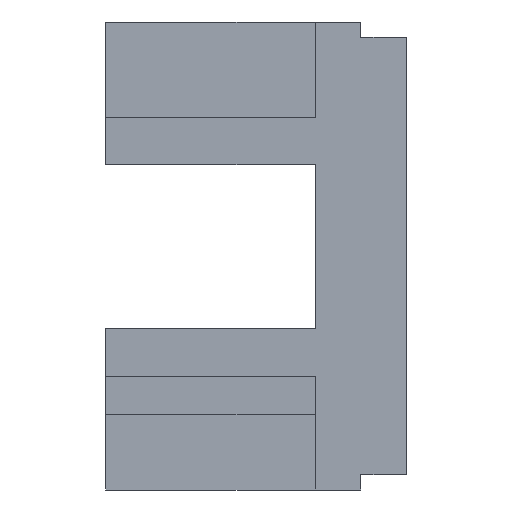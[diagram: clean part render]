
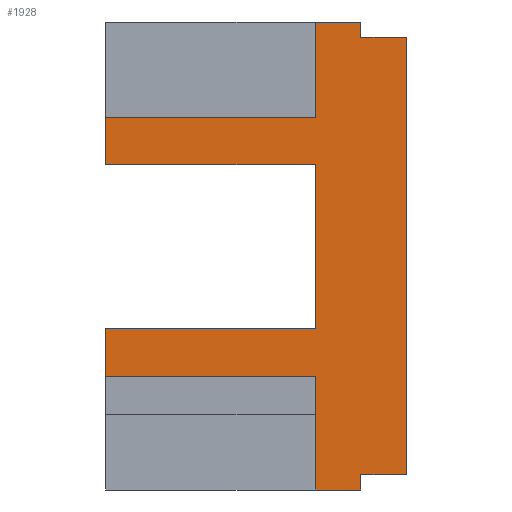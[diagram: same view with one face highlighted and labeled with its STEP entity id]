
A CAD part, left-side view. The second image highlights one B-rep face of the part: STEP entity #1928.
In plain terms, the highlighted planar face has unit normal (-1, 0, 0).
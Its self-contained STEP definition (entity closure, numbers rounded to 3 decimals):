
#1928=ADVANCED_FACE('',(#3348),#2644,.T.);
#2644=PLANE('',#19476);
#3348=FACE_OUTER_BOUND('',#4549,.T.);
#4549=EDGE_LOOP('',(#9603,#9604,#9605,#9606,#9607,#9608,#9609,#9610,#9611,
#9612,#9613,#9614,#9615,#9616,#9617,#9618));
#9603=ORIENTED_EDGE('',*,*,#14630,.T.);
#9604=ORIENTED_EDGE('',*,*,#14614,.T.);
#9605=ORIENTED_EDGE('',*,*,#14631,.F.);
#9606=ORIENTED_EDGE('',*,*,#14632,.T.);
#9607=ORIENTED_EDGE('',*,*,#14606,.T.);
#9608=ORIENTED_EDGE('',*,*,#14633,.T.);
#9609=ORIENTED_EDGE('',*,*,#14634,.F.);
#9610=ORIENTED_EDGE('',*,*,#14409,.T.);
#9611=ORIENTED_EDGE('',*,*,#14366,.T.);
#9612=ORIENTED_EDGE('',*,*,#14400,.T.);
#9613=ORIENTED_EDGE('',*,*,#14376,.T.);
#9614=ORIENTED_EDGE('',*,*,#14373,.T.);
#9615=ORIENTED_EDGE('',*,*,#14635,.T.);
#9616=ORIENTED_EDGE('',*,*,#14636,.T.);
#9617=ORIENTED_EDGE('',*,*,#14610,.T.);
#9618=ORIENTED_EDGE('',*,*,#14628,.T.);
#12006=VERTEX_POINT('',#29087);
#12008=VERTEX_POINT('',#29090);
#12014=VERTEX_POINT('',#29103);
#12015=VERTEX_POINT('',#29105);
#12017=VERTEX_POINT('',#29111);
#12039=VERTEX_POINT('',#29187);
#12180=VERTEX_POINT('',#29591);
#12181=VERTEX_POINT('',#29593);
#12184=VERTEX_POINT('',#29600);
#12185=VERTEX_POINT('',#29602);
#12188=VERTEX_POINT('',#29611);
#12189=VERTEX_POINT('',#29612);
#12199=VERTEX_POINT('',#29638);
#12200=VERTEX_POINT('',#29645);
#12201=VERTEX_POINT('',#29648);
#12202=VERTEX_POINT('',#29651);
#14366=EDGE_CURVE('',#12008,#12006,#15932,.T.);
#14373=EDGE_CURVE('',#12015,#12014,#15939,.T.);
#14376=EDGE_CURVE('',#12017,#12015,#15942,.T.);
#14400=EDGE_CURVE('',#12006,#12017,#15962,.T.);
#14409=EDGE_CURVE('',#12039,#12008,#15971,.T.);
#14606=EDGE_CURVE('',#12181,#12180,#16106,.T.);
#14610=EDGE_CURVE('',#12185,#12184,#16110,.T.);
#14614=EDGE_CURVE('',#12188,#12189,#16112,.T.);
#14628=EDGE_CURVE('',#12184,#12199,#16126,.T.);
#14630=EDGE_CURVE('',#12199,#12188,#16128,.T.);
#14631=EDGE_CURVE('',#12200,#12189,#16129,.T.);
#14632=EDGE_CURVE('',#12200,#12181,#16130,.T.);
#14633=EDGE_CURVE('',#12180,#12201,#16131,.T.);
#14634=EDGE_CURVE('',#12039,#12201,#16132,.T.);
#14635=EDGE_CURVE('',#12014,#12202,#16133,.T.);
#14636=EDGE_CURVE('',#12202,#12185,#16134,.T.);
#15932=LINE('',#29089,#17400);
#15939=LINE('',#29104,#17407);
#15942=LINE('',#29110,#17410);
#15962=LINE('',#29169,#17430);
#15971=LINE('',#29186,#17439);
#16106=LINE('',#29592,#17574);
#16110=LINE('',#29601,#17578);
#16112=LINE('',#29610,#17580);
#16126=LINE('',#29639,#17594);
#16128=LINE('',#29642,#17596);
#16129=LINE('',#29644,#17597);
#16130=LINE('',#29646,#17598);
#16131=LINE('',#29647,#17599);
#16132=LINE('',#29649,#17600);
#16133=LINE('',#29650,#17601);
#16134=LINE('',#29652,#17602);
#17400=VECTOR('',#24050,1.);
#17407=VECTOR('',#24059,1.);
#17410=VECTOR('',#24064,1.);
#17430=VECTOR('',#24104,1.);
#17439=VECTOR('',#24121,1.);
#17574=VECTOR('',#24514,1.);
#17578=VECTOR('',#24520,1.);
#17580=VECTOR('',#24530,1.);
#17594=VECTOR('',#24550,1.);
#17596=VECTOR('',#24554,1.);
#17597=VECTOR('',#24557,1.);
#17598=VECTOR('',#24558,1.);
#17599=VECTOR('',#24559,1.);
#17600=VECTOR('',#24560,1.);
#17601=VECTOR('',#24561,1.);
#17602=VECTOR('',#24562,1.);
#19476=AXIS2_PLACEMENT_3D('',#29653,#24563,#24564);
#24050=DIRECTION('',(0.,0.,-1.));
#24059=DIRECTION('',(0.,-1.,0.));
#24064=DIRECTION('',(0.,0.,1.));
#24104=DIRECTION('',(0.,-1.,0.));
#24121=DIRECTION('',(0.,-1.,0.));
#24514=DIRECTION('',(0.,0.,-1.));
#24520=DIRECTION('',(0.,0.,1.));
#24530=DIRECTION('',(0.,1.,0.));
#24550=DIRECTION('',(0.,1.,0.));
#24554=DIRECTION('',(0.,0.,-1.));
#24557=DIRECTION('',(0.,0.,1.));
#24558=DIRECTION('',(0.,-1.,0.));
#24559=DIRECTION('',(0.,1.,0.));
#24560=DIRECTION('',(0.,0.,1.));
#24561=DIRECTION('',(0.,0.,1.));
#24562=DIRECTION('',(0.,1.,0.));
#24563=DIRECTION('',(-1.,0.,0.));
#24564=DIRECTION('',(0.,-1.,0.));
#29087=CARTESIAN_POINT('',(-47.5,3.,-7.7));
#29089=CARTESIAN_POINT('',(-47.5,3.,-3.95));
#29090=CARTESIAN_POINT('',(-47.5,3.,-3.95));
#29103=CARTESIAN_POINT('',(-47.5,0.,-7.2));
#29104=CARTESIAN_POINT('',(-47.5,1.5,-7.2));
#29105=CARTESIAN_POINT('',(-47.5,1.5,-7.2));
#29110=CARTESIAN_POINT('',(-47.5,1.5,-7.7));
#29111=CARTESIAN_POINT('',(-47.5,1.5,-7.7));
#29169=CARTESIAN_POINT('',(-47.5,3.,-7.7));
#29186=CARTESIAN_POINT('',(-47.5,9.9,-3.95));
#29187=CARTESIAN_POINT('',(-47.5,9.9,-3.95));
#29591=CARTESIAN_POINT('',(-47.5,3.,-2.4));
#29592=CARTESIAN_POINT('',(-47.5,3.,3.));
#29593=CARTESIAN_POINT('',(-47.5,3.,3.));
#29600=CARTESIAN_POINT('',(-47.5,1.5,7.7));
#29601=CARTESIAN_POINT('',(-47.5,1.5,7.2));
#29602=CARTESIAN_POINT('',(-47.5,1.5,7.2));
#29610=CARTESIAN_POINT('',(-47.5,3.,4.55));
#29611=CARTESIAN_POINT('',(-47.5,3.,4.55));
#29612=CARTESIAN_POINT('',(-47.5,9.9,4.55));
#29638=CARTESIAN_POINT('',(-47.5,3.,7.7));
#29639=CARTESIAN_POINT('',(-47.5,1.5,7.7));
#29642=CARTESIAN_POINT('',(-47.5,3.,7.7));
#29644=CARTESIAN_POINT('',(-47.5,9.9,3.));
#29645=CARTESIAN_POINT('',(-47.5,9.9,3.));
#29646=CARTESIAN_POINT('',(-47.5,9.9,3.));
#29647=CARTESIAN_POINT('',(-47.5,3.,-2.4));
#29648=CARTESIAN_POINT('',(-47.5,9.9,-2.4));
#29649=CARTESIAN_POINT('',(-47.5,9.9,-3.95));
#29650=CARTESIAN_POINT('',(-47.5,0.,-7.2));
#29651=CARTESIAN_POINT('',(-47.5,0.,7.2));
#29652=CARTESIAN_POINT('',(-47.5,0.,7.2));
#29653=CARTESIAN_POINT('',(-47.5,9.9,-7.7));
